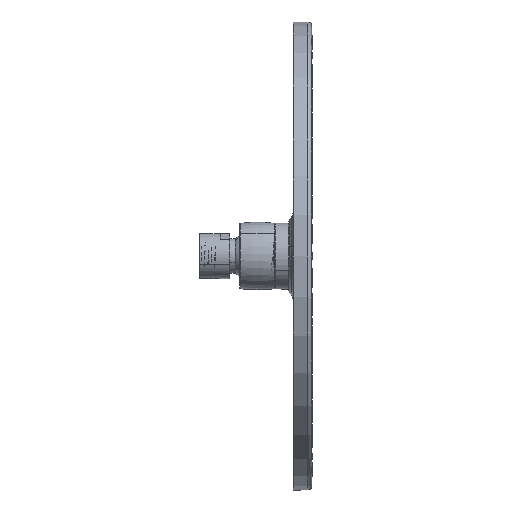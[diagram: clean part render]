
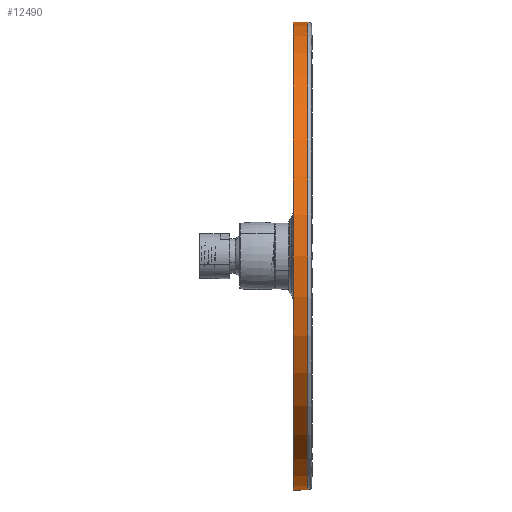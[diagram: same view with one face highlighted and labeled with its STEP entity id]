
A CAD part, left-side view. The second image highlights one B-rep face of the part: STEP entity #12490.
In plain terms, the highlighted cylindrical face has radius 124 mm (diameter 248 mm), a partial arc.
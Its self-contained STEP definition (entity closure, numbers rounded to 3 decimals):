
#7377 = VERTEX_POINT ( 'NONE', #71821 ) ;
#9436 = VERTEX_POINT ( 'NONE', #104927 ) ;
#12490 = ADVANCED_FACE ( 'NONE', ( #16050 ), #50134, .T. ) ;
#16050 = FACE_OUTER_BOUND ( 'NONE', #46191, .T. ) ;
#17793 = LINE ( 'NONE', #103732, #111664 ) ;
#19213 = VERTEX_POINT ( 'NONE', #48823 ) ;
#31608 = DIRECTION ( 'NONE',  ( 0., -1., 0. ) ) ;
#32249 = DIRECTION ( 'NONE',  ( 0., -1., 0. ) ) ;
#35318 = CARTESIAN_POINT ( 'NONE',  ( 0., 2., 0. ) ) ;
#43446 = EDGE_CURVE ( 'NONE', #46292, #7377, #17793, .T. ) ;
#44303 = DIRECTION ( 'NONE',  ( 0., 0., 1. ) ) ;
#46191 = EDGE_LOOP ( 'NONE', ( #111953, #94756, #82038, #107366 ) ) ;
#46292 = VERTEX_POINT ( 'NONE', #72186 ) ;
#46793 = EDGE_CURVE ( 'NONE', #9436, #19213, #113635, .T. ) ;
#48823 = CARTESIAN_POINT ( 'NONE',  ( 0., 2., 124. ) ) ;
#50134 = CYLINDRICAL_SURFACE ( 'NONE', #72056, 124. ) ;
#50474 = DIRECTION ( 'NONE',  ( 0., 0., 1. ) ) ;
#50645 = EDGE_CURVE ( 'NONE', #19213, #7377, #93485, .T. ) ;
#53723 = DIRECTION ( 'NONE',  ( 0., -1., 0. ) ) ;
#62682 = CARTESIAN_POINT ( 'NONE',  ( 0., -27.843, 124. ) ) ;
#71821 = CARTESIAN_POINT ( 'NONE',  ( 0., 2., -124. ) ) ;
#72056 = AXIS2_PLACEMENT_3D ( 'NONE', #99662, #77255, #50474 ) ;
#72186 = CARTESIAN_POINT ( 'NONE',  ( 0., 9.65, -124. ) ) ;
#77255 = DIRECTION ( 'NONE',  ( 0., -1., 0. ) ) ;
#78628 = AXIS2_PLACEMENT_3D ( 'NONE', #85121, #31608, #94144 ) ;
#80158 = AXIS2_PLACEMENT_3D ( 'NONE', #35318, #97796, #44303 ) ;
#82038 = ORIENTED_EDGE ( 'NONE', *, *, #50645, .F. ) ;
#85121 = CARTESIAN_POINT ( 'NONE',  ( 0., 9.65, 0. ) ) ;
#93485 = CIRCLE ( 'NONE', #80158, 124. ) ;
#93709 = EDGE_CURVE ( 'NONE', #9436, #46292, #114338, .T. ) ;
#94144 = DIRECTION ( 'NONE',  ( 0., 0., 1. ) ) ;
#94756 = ORIENTED_EDGE ( 'NONE', *, *, #43446, .T. ) ;
#97796 = DIRECTION ( 'NONE',  ( 0., -1., 0. ) ) ;
#99662 = CARTESIAN_POINT ( 'NONE',  ( 0., -27.843, 0. ) ) ;
#103732 = CARTESIAN_POINT ( 'NONE',  ( 0., -27.843, -124. ) ) ;
#104927 = CARTESIAN_POINT ( 'NONE',  ( 0., 9.65, 124. ) ) ;
#107366 = ORIENTED_EDGE ( 'NONE', *, *, #46793, .F. ) ;
#111483 = VECTOR ( 'NONE', #53723, 1000. ) ;
#111664 = VECTOR ( 'NONE', #32249, 1000. ) ;
#111953 = ORIENTED_EDGE ( 'NONE', *, *, #93709, .T. ) ;
#113635 = LINE ( 'NONE', #62682, #111483 ) ;
#114338 = CIRCLE ( 'NONE', #78628, 124. ) ;
